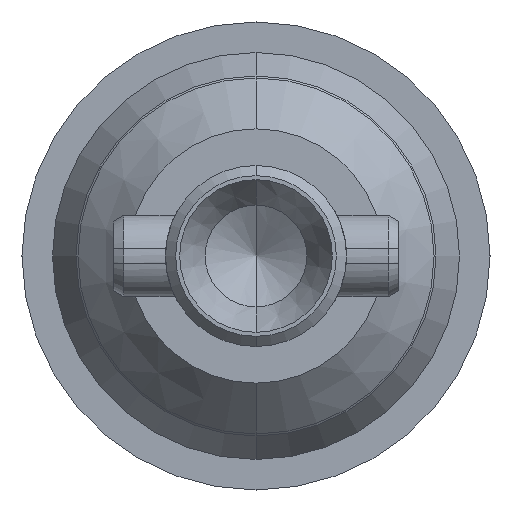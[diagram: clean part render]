
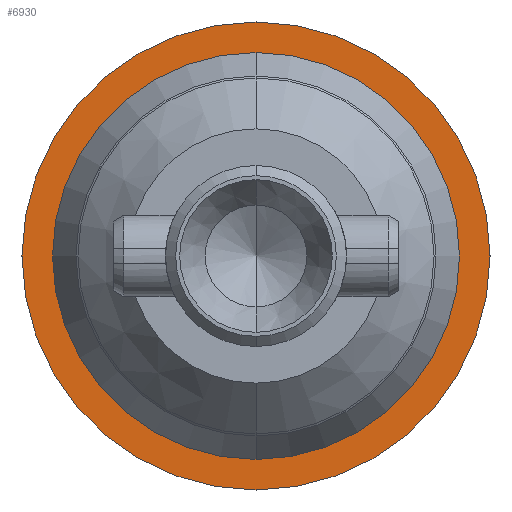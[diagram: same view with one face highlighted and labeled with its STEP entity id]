
A CAD part, front view. The second image highlights one B-rep face of the part: STEP entity #6930.
In plain terms, the highlighted planar face has unit normal (0, -1, 0).
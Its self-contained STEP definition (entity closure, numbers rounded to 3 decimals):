
#576 = AXIS2_PLACEMENT_3D ( 'NONE', #6366, #4547, #2679 ) ;
#782 = CARTESIAN_POINT ( 'NONE',  ( 0., -5.7, 0. ) ) ;
#785 = EDGE_CURVE ( 'NONE', #7464, #2299, #6411, .T. ) ;
#924 = EDGE_LOOP ( 'NONE', ( #5139, #2124 ) ) ;
#1129 = FACE_OUTER_BOUND ( 'NONE', #5508, .T. ) ;
#1412 = DIRECTION ( 'NONE',  ( 0., 1., 0. ) ) ;
#1432 = DIRECTION ( 'NONE',  ( 0., 0., 1. ) ) ;
#1678 = DIRECTION ( 'NONE',  ( 0., 1., 0. ) ) ;
#1713 = AXIS2_PLACEMENT_3D ( 'NONE', #782, #6213, #2556 ) ;
#1906 = CARTESIAN_POINT ( 'NONE',  ( 0., -5.7, -2.3 ) ) ;
#2124 = ORIENTED_EDGE ( 'NONE', *, *, #4078, .T. ) ;
#2146 = CARTESIAN_POINT ( 'NONE',  ( 0., -5.7, 2.3 ) ) ;
#2164 = ORIENTED_EDGE ( 'NONE', *, *, #6820, .F. ) ;
#2209 = DIRECTION ( 'NONE',  ( 0., 0., 1. ) ) ;
#2299 = VERTEX_POINT ( 'NONE', #2146 ) ;
#2344 = CARTESIAN_POINT ( 'NONE',  ( 0., -5.7, 2. ) ) ;
#2556 = DIRECTION ( 'NONE',  ( 0., 0., 1. ) ) ;
#2679 = DIRECTION ( 'NONE',  ( 0., 0., 1. ) ) ;
#3695 = EDGE_CURVE ( 'NONE', #5521, #5710, #7634, .T. ) ;
#4078 = EDGE_CURVE ( 'NONE', #5710, #5521, #7738, .T. ) ;
#4140 = PLANE ( 'NONE',  #4501 ) ;
#4360 = AXIS2_PLACEMENT_3D ( 'NONE', #7069, #1678, #2209 ) ;
#4501 = AXIS2_PLACEMENT_3D ( 'NONE', #6552, #5949, #7221 ) ;
#4547 = DIRECTION ( 'NONE',  ( 0., 1., 0. ) ) ;
#4924 = CARTESIAN_POINT ( 'NONE',  ( 0., -5.7, -2. ) ) ;
#5139 = ORIENTED_EDGE ( 'NONE', *, *, #3695, .T. ) ;
#5508 = EDGE_LOOP ( 'NONE', ( #2164, #6824 ) ) ;
#5521 = VERTEX_POINT ( 'NONE', #2344 ) ;
#5710 = VERTEX_POINT ( 'NONE', #4924 ) ;
#5949 = DIRECTION ( 'NONE',  ( 0., -1., 0. ) ) ;
#5997 = FACE_BOUND ( 'NONE', #924, .T. ) ;
#6213 = DIRECTION ( 'NONE',  ( 0., 1., 0. ) ) ;
#6366 = CARTESIAN_POINT ( 'NONE',  ( 0., -5.7, 0. ) ) ;
#6411 = CIRCLE ( 'NONE', #576, 2.3 ) ;
#6552 = CARTESIAN_POINT ( 'NONE',  ( -2.3, -5.7, 0. ) ) ;
#6820 = EDGE_CURVE ( 'NONE', #2299, #7464, #7090, .T. ) ;
#6824 = ORIENTED_EDGE ( 'NONE', *, *, #785, .F. ) ;
#6930 = ADVANCED_FACE ( 'NONE', ( #5997, #1129 ), #4140, .T. ) ;
#7069 = CARTESIAN_POINT ( 'NONE',  ( 0., -5.7, 0. ) ) ;
#7090 = CIRCLE ( 'NONE', #4360, 2.3 ) ;
#7145 = AXIS2_PLACEMENT_3D ( 'NONE', #7513, #1412, #1432 ) ;
#7221 = DIRECTION ( 'NONE',  ( 0., 0., -1. ) ) ;
#7464 = VERTEX_POINT ( 'NONE', #1906 ) ;
#7513 = CARTESIAN_POINT ( 'NONE',  ( 0., -5.7, 0. ) ) ;
#7634 = CIRCLE ( 'NONE', #7145, 2. ) ;
#7738 = CIRCLE ( 'NONE', #1713, 2. ) ;
